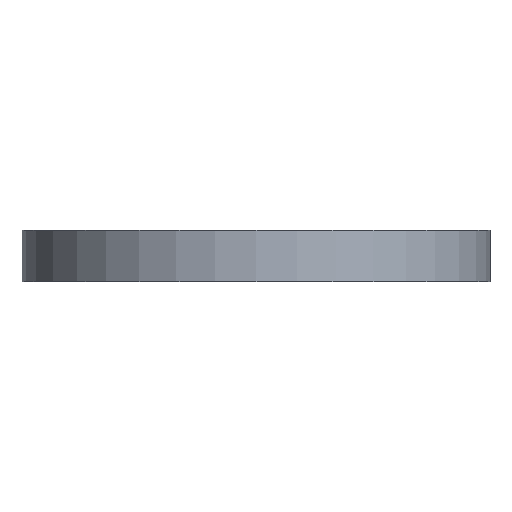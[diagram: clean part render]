
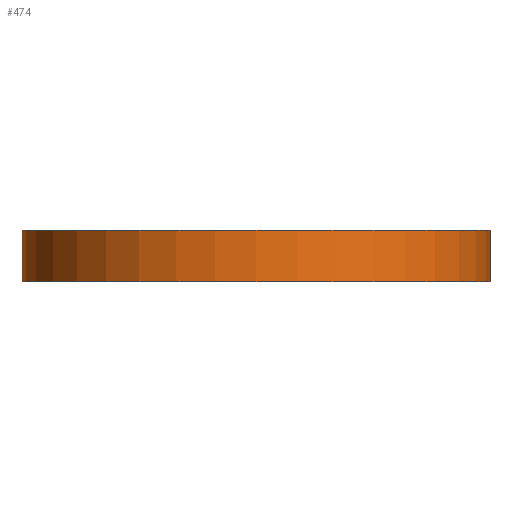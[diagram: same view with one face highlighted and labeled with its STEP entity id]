
A CAD part, front view. The second image highlights one B-rep face of the part: STEP entity #474.
In plain terms, the highlighted cylindrical face has radius 27.5 mm (diameter 55 mm), a partial arc.
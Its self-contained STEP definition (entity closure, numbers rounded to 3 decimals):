
#2 = EDGE_CURVE ( 'NONE', #442, #190, #427, .T. ) ;
#4 = CIRCLE ( 'NONE', #325, 27.5 ) ;
#14 = CYLINDRICAL_SURFACE ( 'NONE', #127, 27.5 ) ;
#17 = AXIS2_PLACEMENT_3D ( 'NONE', #84, #421, #45 ) ;
#33 = CARTESIAN_POINT ( 'NONE',  ( 27.5, 0., -3. ) ) ;
#45 = DIRECTION ( 'NONE',  ( 1., 0., 0. ) ) ;
#64 = CARTESIAN_POINT ( 'NONE',  ( -27.5, 0., -3. ) ) ;
#81 = CARTESIAN_POINT ( 'NONE',  ( 27.5, 0., 3. ) ) ;
#84 = CARTESIAN_POINT ( 'NONE',  ( 0., 0., -3. ) ) ;
#93 = LINE ( 'NONE', #81, #120 ) ;
#120 = VECTOR ( 'NONE', #346, 1000. ) ;
#127 = AXIS2_PLACEMENT_3D ( 'NONE', #268, #512, #311 ) ;
#162 = LINE ( 'NONE', #331, #313 ) ;
#167 = CARTESIAN_POINT ( 'NONE',  ( 0., 0., 3. ) ) ;
#187 = EDGE_CURVE ( 'NONE', #282, #442, #162, .T. ) ;
#190 = VERTEX_POINT ( 'NONE', #33 ) ;
#210 = EDGE_CURVE ( 'NONE', #282, #469, #4, .T. ) ;
#237 = CARTESIAN_POINT ( 'NONE',  ( 27.5, 0., 3. ) ) ;
#252 = DIRECTION ( 'NONE',  ( 0., 0., 1. ) ) ;
#268 = CARTESIAN_POINT ( 'NONE',  ( 0., 0., 3. ) ) ;
#273 = ORIENTED_EDGE ( 'NONE', *, *, #210, .F. ) ;
#274 = EDGE_CURVE ( 'NONE', #469, #190, #93, .T. ) ;
#282 = VERTEX_POINT ( 'NONE', #387 ) ;
#311 = DIRECTION ( 'NONE',  ( 1., 0., 0. ) ) ;
#313 = VECTOR ( 'NONE', #412, 1000. ) ;
#325 = AXIS2_PLACEMENT_3D ( 'NONE', #167, #252, #459 ) ;
#331 = CARTESIAN_POINT ( 'NONE',  ( -27.5, 0., 3. ) ) ;
#346 = DIRECTION ( 'NONE',  ( 0., 0., -1. ) ) ;
#363 = ORIENTED_EDGE ( 'NONE', *, *, #2, .T. ) ;
#387 = CARTESIAN_POINT ( 'NONE',  ( -27.5, 0., 3. ) ) ;
#403 = FACE_OUTER_BOUND ( 'NONE', #534, .T. ) ;
#412 = DIRECTION ( 'NONE',  ( 0., 0., -1. ) ) ;
#421 = DIRECTION ( 'NONE',  ( 0., 0., 1. ) ) ;
#427 = CIRCLE ( 'NONE', #17, 27.5 ) ;
#442 = VERTEX_POINT ( 'NONE', #64 ) ;
#459 = DIRECTION ( 'NONE',  ( 1., 0., 0. ) ) ;
#469 = VERTEX_POINT ( 'NONE', #237 ) ;
#474 = ADVANCED_FACE ( 'NONE', ( #403 ), #14, .T. ) ;
#475 = ORIENTED_EDGE ( 'NONE', *, *, #187, .T. ) ;
#486 = ORIENTED_EDGE ( 'NONE', *, *, #274, .F. ) ;
#512 = DIRECTION ( 'NONE',  ( 0., 0., -1. ) ) ;
#534 = EDGE_LOOP ( 'NONE', ( #273, #475, #363, #486 ) ) ;
